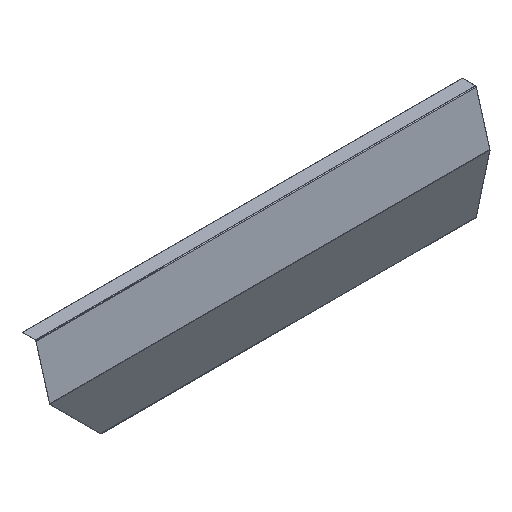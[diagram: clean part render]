
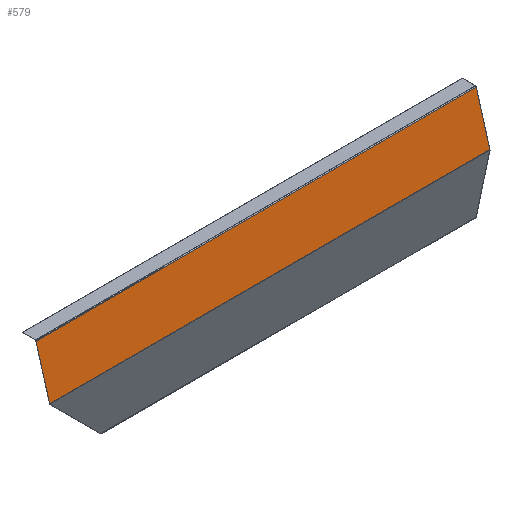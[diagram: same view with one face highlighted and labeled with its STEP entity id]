
A CAD part, isometric view. The second image highlights one B-rep face of the part: STEP entity #579.
In plain terms, the highlighted planar face has unit normal (0, -0.962, 0.275).
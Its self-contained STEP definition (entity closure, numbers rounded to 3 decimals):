
#60=PLANE('',#642);
#210=ORIENTED_EDGE('',*,*,#269,.F.);
#211=ORIENTED_EDGE('',*,*,#307,.F.);
#212=ORIENTED_EDGE('',*,*,#249,.T.);
#213=ORIENTED_EDGE('',*,*,#308,.F.);
#249=EDGE_CURVE('',#325,#320,#370,.F.);
#269=EDGE_CURVE('',#342,#343,#383,.F.);
#307=EDGE_CURVE('',#325,#342,#415,.T.);
#308=EDGE_CURVE('',#343,#320,#416,.F.);
#320=VERTEX_POINT('',#884);
#325=VERTEX_POINT('',#896);
#342=VERTEX_POINT('',#934);
#343=VERTEX_POINT('',#936);
#370=LINE('',#895,#430);
#383=LINE('',#935,#443);
#415=LINE('',#1025,#475);
#416=LINE('',#1026,#476);
#430=VECTOR('',#681,1000.);
#443=VECTOR('',#712,1000.);
#475=VECTOR('',#798,1000.);
#476=VECTOR('',#799,1000.);
#507=EDGE_LOOP('',(#210,#211,#212,#213));
#541=FACE_BOUND('',#507,.T.);
#579=ADVANCED_FACE('',(#541),#60,.F.);
#642=AXIS2_PLACEMENT_3D('',#1024,#796,#797);
#681=DIRECTION('',(0.,0.275,0.962));
#712=DIRECTION('',(0.,0.275,0.962));
#796=DIRECTION('',(0.,0.962,-0.275));
#797=DIRECTION('',(0.,0.275,0.962));
#798=DIRECTION('',(1.,0.,0.));
#799=DIRECTION('',(1.,0.,0.));
#884=CARTESIAN_POINT('',(-32.5,-160.14,23275.329));
#895=CARTESIAN_POINT('',(-32.5,-5594.934,4253.552));
#896=CARTESIAN_POINT('',(-32.5,-81.517,23550.511));
#934=CARTESIAN_POINT('',(2517.5,-81.517,23550.511));
#935=CARTESIAN_POINT('',(2517.5,-5594.934,4253.552));
#936=CARTESIAN_POINT('',(2517.5,-160.14,23275.329));
#1024=CARTESIAN_POINT('',(-5272.5,-5594.934,4253.552));
#1025=CARTESIAN_POINT('',(-5272.5,-81.517,23550.511));
#1026=CARTESIAN_POINT('',(-5272.5,-160.14,23275.329));
